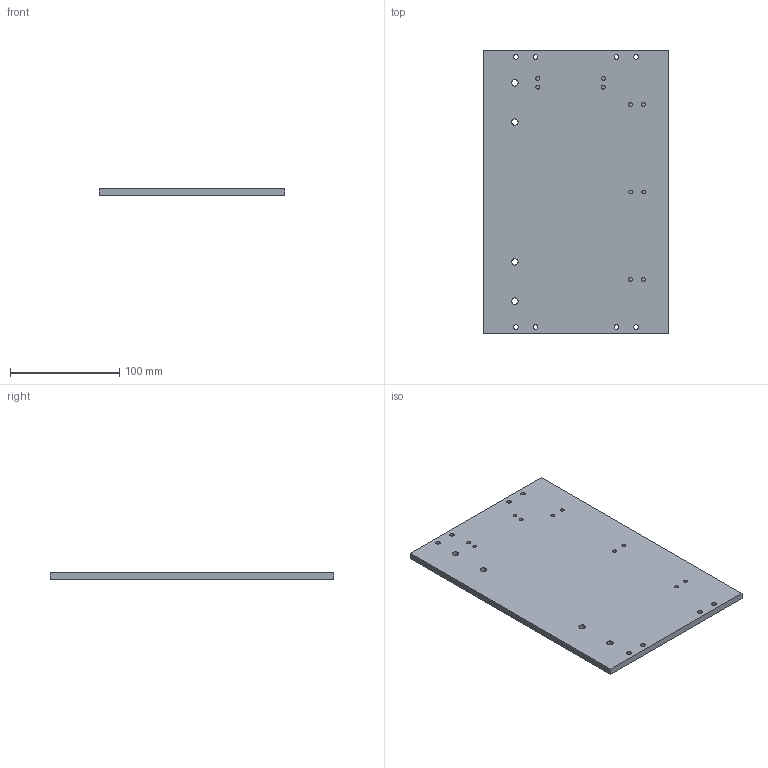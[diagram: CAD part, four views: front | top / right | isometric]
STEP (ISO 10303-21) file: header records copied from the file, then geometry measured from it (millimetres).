
FILE_DESCRIPTION (( 'STEP AP203' ), '1' );
FILE_NAME ('CAPOT DESSUS.STEP', '2020-05-28T10:44:29', ( '' ), ( '' ), 'SwSTEP 2.0', 'SolidWorks 2016', '' );
FILE_SCHEMA (( 'CONFIG_CONTROL_DESIGN' ));
Length unit declared in the file: millimetre
Products named in the file (1): CAPOT DESSUS
Bounding box: 170 x 260 x 6 mm (x, y, z)
Volume: 263423.5 mm3; surface area: 94692.7 mm2
Topology: 1 solids, 1 shells, 60 faces, 144 edges, 96 vertices
Faces by surface type: cylinder 44, plane 16
Entity records: 1921 total; most frequent: DIRECTION 354, CARTESIAN_POINT 301, ORIENTED_EDGE 288, AXIS2_PLACEMENT_3D 149, EDGE_CURVE 144, VERTEX_POINT 96, EDGE_LOOP 94, CIRCLE 88
